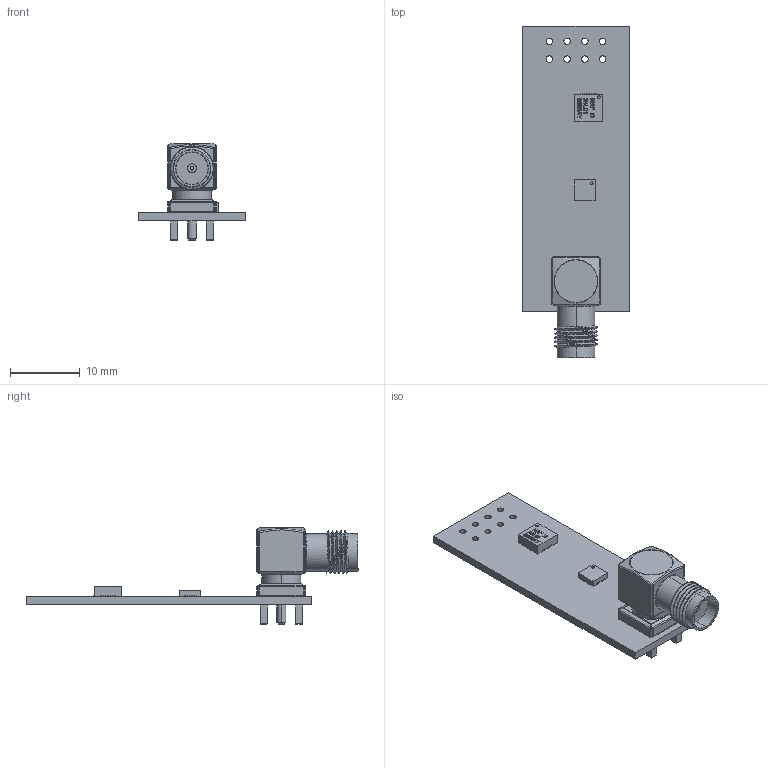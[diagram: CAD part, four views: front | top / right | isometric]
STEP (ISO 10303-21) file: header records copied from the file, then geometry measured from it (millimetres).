
FILE_DESCRIPTION(('FreeCAD Model'),'2;1');
FILE_NAME('NRF24L01_PCB_sp.step','2019-04-06T20:12:06', ('kicad StepUp'),('ksu MCAD'),'Open CASCADE STEP processor 6.8', 'FreeCAD','Unknown');
FILE_SCHEMA(('AUTOMOTIVE_DESIGN_CC2 { 1 2 10303 214 -1 1 5 4 }'));
Length unit declared in the file: millimetre
Products named in the file (1): NRF24L01_PCB_sp
Bounding box: 15.25 x 47.65 x 13.8 mm (x, y, z)
Volume: 1181.2 mm3; surface area: 2218 mm2
Topology: 1 solids, 3 shells, 659 faces, 1665 edges, 1036 vertices
Faces by surface type: plane 341, cylinder 133, bspline 117, sphere 48, torus 16, cone 4
Entity records: 31104 total; most frequent: CARTESIAN_POINT 11498, ORIENTED_EDGE 3298, DIRECTION 2725, EDGE_CURVE 1649, LINE 1095, VECTOR 1095, VERTEX_POINT 1036, AXIS2_PLACEMENT_3D 815
